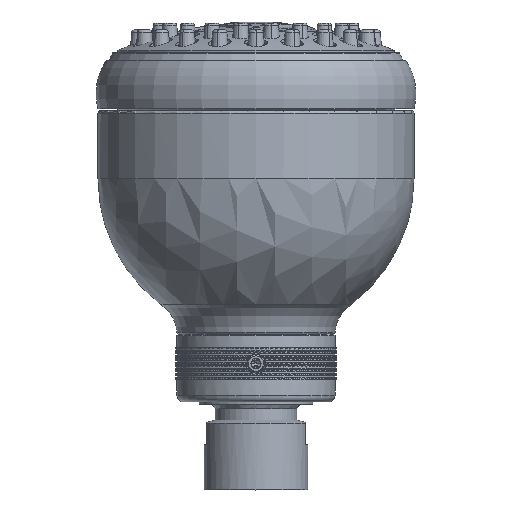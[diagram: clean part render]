
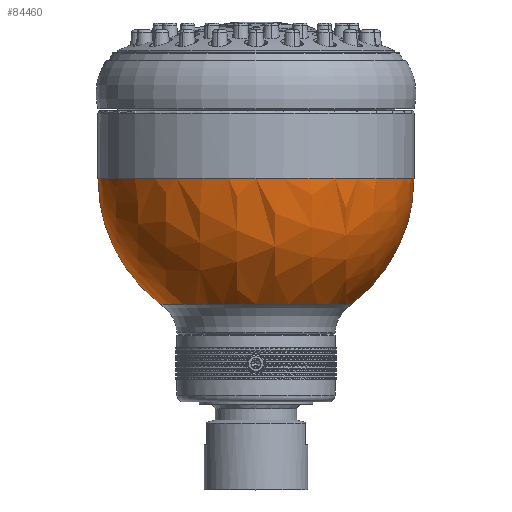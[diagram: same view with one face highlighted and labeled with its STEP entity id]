
A CAD part, front view. The second image highlights one B-rep face of the part: STEP entity #84460.
In plain terms, the highlighted spherical face has radius 35 mm.
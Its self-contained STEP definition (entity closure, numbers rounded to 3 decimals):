
#16608=CARTESIAN_POINT('',(0.,0.,-15.));
#16609=DIRECTION('',(0.,-1.,0.));
#16610=DIRECTION('',(0.605,0.,-0.797));
#16611=AXIS2_PLACEMENT_3D('',#16608,#16609,#16610);
#16623=CARTESIAN_POINT('',(0.,0.,-42.881));
#16624=DIRECTION('',(0.,0.,-1.));
#16625=DIRECTION('',(1.,0.,0.));
#16626=AXIS2_PLACEMENT_3D('',#16623,#16624,#16625);
#16628=CARTESIAN_POINT('',(0.,0.,-15.));
#16629=DIRECTION('',(0.,1.,0.));
#16630=DIRECTION('',(-0.605,0.,-0.797));
#16631=AXIS2_PLACEMENT_3D('',#16628,#16629,#16630);
#16633=CARTESIAN_POINT('',(0.,0.,-15.));
#16634=DIRECTION('',(0.,0.,1.));
#16635=DIRECTION('',(-1.,0.,0.));
#16636=AXIS2_PLACEMENT_3D('',#16633,#16634,#16635);
#61567=CARTESIAN_POINT('',(35.,0.,-15.));
#61568=VERTEX_POINT('',#61567);
#61569=CARTESIAN_POINT('',(-35.,0.,-15.));
#61570=VERTEX_POINT('',#61569);
#61573=CARTESIAN_POINT('',(21.158,0.,-42.881));
#61574=VERTEX_POINT('',#61573);
#61575=CARTESIAN_POINT('',(-21.158,0.,-42.881));
#61576=VERTEX_POINT('',#61575);
#84448=CARTESIAN_POINT('',(0.,0.,-15.));
#84449=DIRECTION('',(-1.,0.,0.));
#84450=DIRECTION('',(0.,0.,-1.));
#84451=AXIS2_PLACEMENT_3D('',#84448,#84449,#84450);
#84452=SPHERICAL_SURFACE('',#84451,35.);
#84453=ORIENTED_EDGE('',*,*,#84431,.F.);
#84455=ORIENTED_EDGE('',*,*,#84454,.T.);
#84456=ORIENTED_EDGE('',*,*,#84434,.T.);
#84457=ORIENTED_EDGE('',*,*,#84369,.T.);
#84458=EDGE_LOOP('',(#84453,#84455,#84456,#84457));
#84459=FACE_OUTER_BOUND('',#84458,.F.);
#84460=ADVANCED_FACE('',(#84459),#84452,.T.);
#16612=CIRCLE('',#16611,35.);
#16627=CIRCLE('',#16626,21.158);
#16632=CIRCLE('',#16631,35.);
#16637=CIRCLE('',#16636,35.);
#84369=EDGE_CURVE('',#61570,#61568,#16637,.T.);
#84431=EDGE_CURVE('',#61574,#61568,#16612,.T.);
#84434=EDGE_CURVE('',#61576,#61570,#16632,.T.);
#84454=EDGE_CURVE('',#61574,#61576,#16627,.T.);
